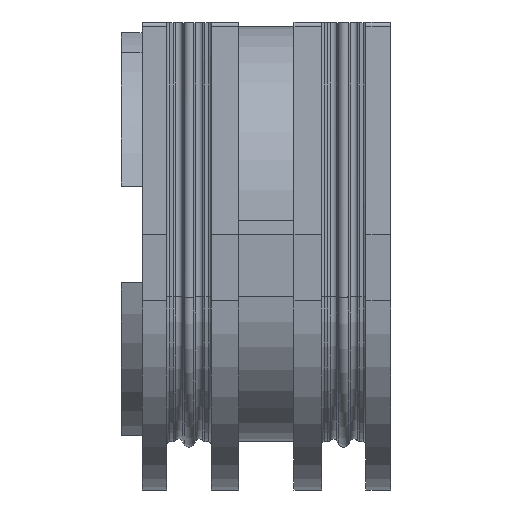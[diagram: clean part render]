
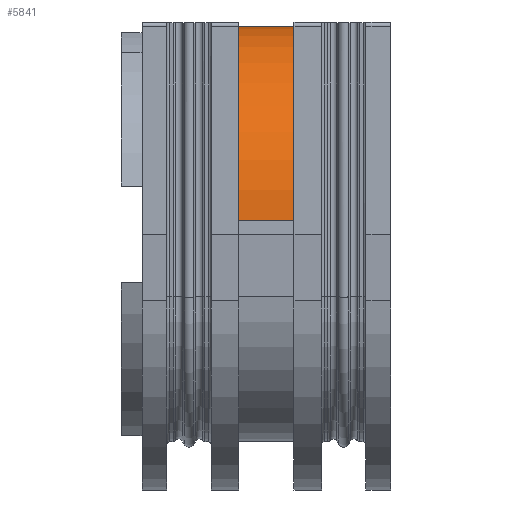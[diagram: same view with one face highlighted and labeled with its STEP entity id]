
A CAD part, front view. The second image highlights one B-rep face of the part: STEP entity #5841.
In plain terms, the highlighted cylindrical face has radius 14 mm (diameter 28 mm), a partial arc.
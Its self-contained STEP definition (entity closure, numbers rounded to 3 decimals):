
#3100=AXIS2_PLACEMENT_3D('Circle Axis2P3D',#3098,#3099,$) ;
#5828=AXIS2_PLACEMENT_3D('Cylinder Axis2P3D',#5825,#5826,#5827) ;
#5832=AXIS2_PLACEMENT_3D('Circle Axis2P3D',#5830,#5831,$) ;
#1821=CARTESIAN_POINT('Line Origine',(10.5,17.628,33.523)) ;
#1825=CARTESIAN_POINT('Vertex',(12.5,17.628,33.523)) ;
#1827=CARTESIAN_POINT('Vertex',(8.5,17.628,33.523)) ;
#3098=CARTESIAN_POINT('Axis2P3D Location',(12.5,17.513,19.524)) ;
#3102=CARTESIAN_POINT('Vertex',(12.5,3.513,19.524)) ;
#5598=CARTESIAN_POINT('Line Origine',(10.5,3.513,19.524)) ;
#5602=CARTESIAN_POINT('Vertex',(8.5,3.513,19.524)) ;
#5825=CARTESIAN_POINT('Axis2P3D Location',(10.5,17.513,19.524)) ;
#5830=CARTESIAN_POINT('Axis2P3D Location',(8.5,17.513,19.524)) ;
#1822=DIRECTION('Vector Direction',(-1.,0.,0.)) ;
#3099=DIRECTION('Axis2P3D Direction',(-1.,0.,0.)) ;
#5599=DIRECTION('Vector Direction',(-1.,0.,0.)) ;
#5826=DIRECTION('Axis2P3D Direction',(-1.,0.,0.)) ;
#5827=DIRECTION('Axis2P3D XDirection',(0.,-1.,0.)) ;
#5831=DIRECTION('Axis2P3D Direction',(-1.,0.,0.)) ;
#1823=VECTOR('Line Direction',#1822,1.) ;
#5600=VECTOR('Line Direction',#5599,1.) ;
#5836=ORIENTED_EDGE('',*,*,#5604,.F.) ;
#5837=ORIENTED_EDGE('',*,*,#3104,.T.) ;
#5838=ORIENTED_EDGE('',*,*,#1829,.T.) ;
#5839=ORIENTED_EDGE('',*,*,#5834,.F.) ;
#5841=ADVANCED_FACE('Hauptk\X2\00F6\X0\rper',(#5840),#5829,.T.) ;
#3101=CIRCLE('generated circle',#3100,14.) ;
#5833=CIRCLE('generated circle',#5832,14.) ;
#5829=CYLINDRICAL_SURFACE('generated cylinder',#5828,14.) ;
#1829=EDGE_CURVE('',#1826,#1828,#1824,.T.) ;
#3104=EDGE_CURVE('',#3103,#1826,#3101,.T.) ;
#5604=EDGE_CURVE('',#3103,#5603,#5601,.T.) ;
#5834=EDGE_CURVE('',#5603,#1828,#5833,.T.) ;
#5835=EDGE_LOOP('',(#5836,#5837,#5838,#5839)) ;
#5840=FACE_OUTER_BOUND('',#5835,.T.) ;
#1824=LINE('Line',#1821,#1823) ;
#5601=LINE('Line',#5598,#5600) ;
#1826=VERTEX_POINT('',#1825) ;
#1828=VERTEX_POINT('',#1827) ;
#3103=VERTEX_POINT('',#3102) ;
#5603=VERTEX_POINT('',#5602) ;
